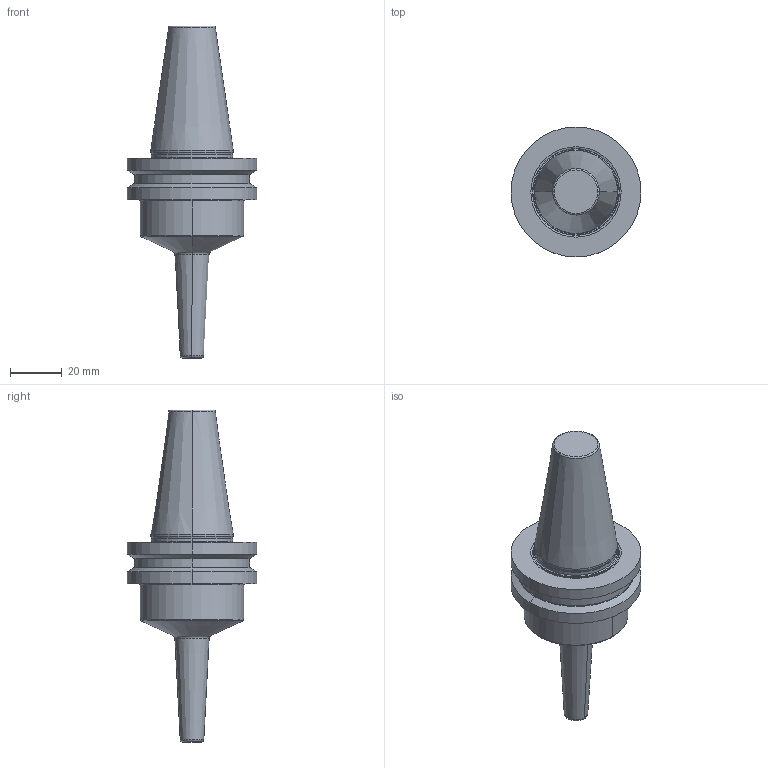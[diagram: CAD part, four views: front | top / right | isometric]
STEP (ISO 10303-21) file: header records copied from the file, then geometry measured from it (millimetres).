
FILE_DESCRIPTION((''),'2;1');
FILE_NAME('606750307-000-00-E43','2016-11-07T',('BahnemannR'),(''),'PRO/ENGINEER BY PARAMETRIC TECHNOLOGY CORPORATION, 2011220','PRO/ENGINEER BY PARAMETRIC TECHNOLOGY CORPORATION, 2011220','');
FILE_SCHEMA(('AUTOMOTIVE_DESIGN_CC2 { 1 2 10303 214 -1 1 5 2 }'));
Length unit declared in the file: millimetre
Products named in the file (1): 606750307-000-00-E43
Bounding box: 50 x 50 x 127.8 mm (x, y, z)
Volume: 80398.7 mm3; surface area: 13821.6 mm2
Topology: 1 solids, 1 shells, 58 faces, 118 edges, 72 vertices
Faces by surface type: torus 22, cylinder 14, cone 14, plane 8
Entity records: 1949 total; most frequent: DIRECTION 326, CARTESIAN_POINT 243, ORIENTED_EDGE 228, AXIS2_PLACEMENT_3D 147, PRESENTATION_STYLE_ASSIGNMENT 122, STYLED_ITEM 122, CURVE_STYLE 121, EDGE_CURVE 114
